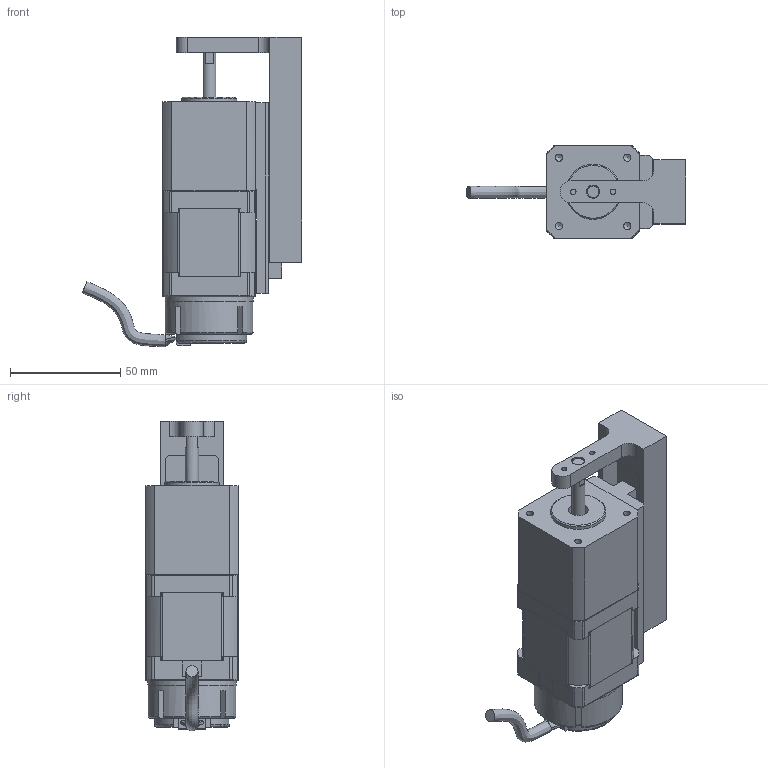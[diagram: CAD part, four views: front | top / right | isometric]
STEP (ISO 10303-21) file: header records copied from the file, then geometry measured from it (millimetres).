
FILE_DESCRIPTION( ( '' ), '1' );
FILE_NAME( 'MS545H-AO5L-LNH0601A.stp', '2022-03-30T05:40:02', ( 'Dimamotor' ), ( 'Dimamotor' ), 'PSStep 17.0.49', ' ', ' ' );
FILE_SCHEMA( ( 'AUTOMOTIVE_DESIGN { 1 0 10303 214 1 1 1 1 }' ) );
Length unit declared in the file: millimetre
Products named in the file (4): Assem1; MS545H-A-LNHA; Punch-545H-LNHA; AO5L-編碼器
Assembly tree (3 placements, depth 2):
  Assem1
    MS545H-A-LNHA
    Punch-545H-LNHA
    AO5L-編碼器
Bounding box: 99.56 x 42 x 140.36 mm (x, y, z)
Volume: 221971.6 mm3; surface area: 48576.1 mm2
Topology: 3 solids, 4 shells, 274 faces, 691 edges, 438 vertices
Faces by surface type: plane 154, cylinder 81, cone 17, torus 17, bspline 5
Full cylindrical faces by diameter (mm): 2.459 x6, 3.3 x5, 5.254 x1, 5.5 x4, 6 x2, 9 x1, 10.5 x1, 25 x1, 40 x2
Entity records: 10810 total; most frequent: CARTESIAN_POINT 2036, DIRECTION 1403, ORIENTED_EDGE 1286, EDGE_CURVE 643, AXIS2_PLACEMENT_3D 506, VERTEX_POINT 423, LINE 391, VECTOR 391
